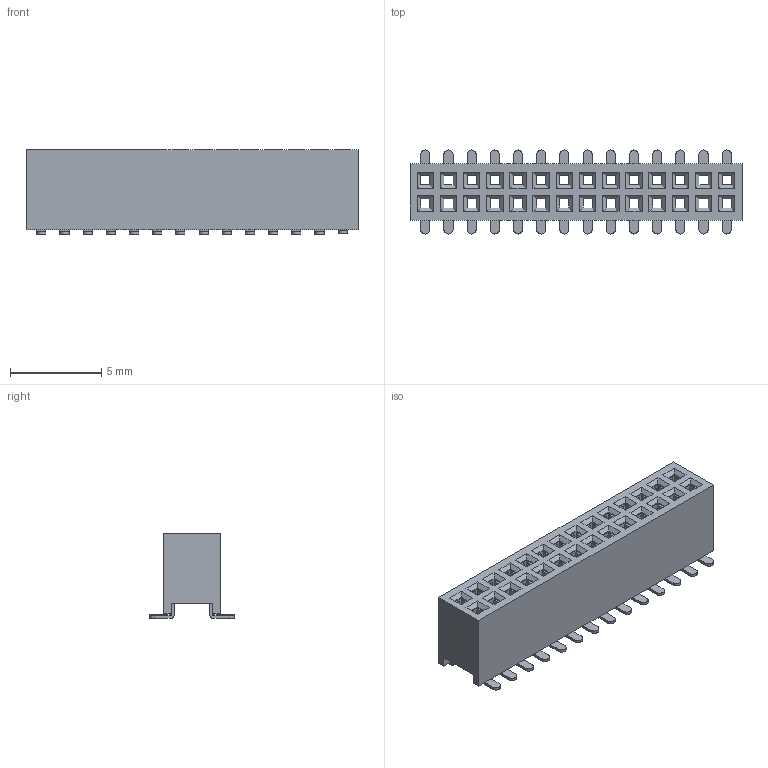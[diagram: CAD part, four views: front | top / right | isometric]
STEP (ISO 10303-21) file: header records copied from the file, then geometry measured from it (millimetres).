
FILE_DESCRIPTION(/* description */ ('Unknown'),/* implementation_level */ '2;1');
FILE_NAME(/* name */ 'J_Wurth_WR-PHD_62302821021',/* time_stamp */ '2025-04-30T11:31:26+08:00',/* author */ ('Unknown'),/* organization */ ('Unknown'),/* preprocessor_version */ 'ST-DEVELOPER v19.4',/* originating_system */ 'Solid Edge',/* authorisation */ 'Unknown');
FILE_SCHEMA (('AUTOMOTIVE_DESIGN {1 0 10303 214 3 1 1}'));
Products named in the file (2): J_Wurth_WR-PHD_62302821021
Assembly tree (1 placements, depth 2):
  J_Wurth_WR-PHD_62302821021
    J_Wurth_WR-PHD_62302821021
Bounding box: 18.18 x 4.6 x 4.65 mm (x, y, z)
Volume: 153.7 mm3; surface area: 1245.2 mm2
Topology: 29 solids, 29 shells, 2082 faces, 5624 edges, 3600 vertices
Faces by surface type: plane 1270, cylinder 812
Entity records: 65494 total; most frequent: CARTESIAN_POINT 12316, ORIENTED_EDGE 11248, DIRECTION 10968, EDGE_CURVE 5624, LINE 3776, VECTOR 3776, VERTEX_POINT 3600, AXIS2_PLACEMENT_3D 3596
